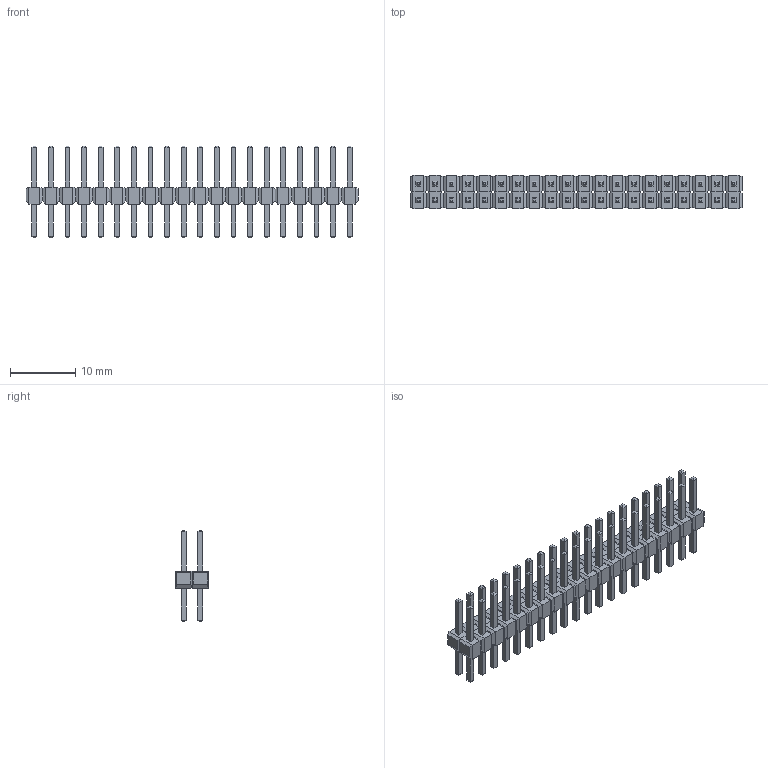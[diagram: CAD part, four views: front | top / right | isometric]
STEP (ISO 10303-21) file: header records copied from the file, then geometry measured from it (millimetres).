
FILE_DESCRIPTION(('STEP AP214'),'1');
FILE_NAME('67996-140HLF','2019-04-07T22:00:35',(''),(''),'','','');
FILE_SCHEMA(('AUTOMOTIVE_DESIGN'));
Length unit declared in the file: millimetre
Products named in the file (1): product
Bounding box: 50.8 x 5.08 x 13.97 mm (x, y, z)
Surface area: 2558.7 mm2 (no closed solid volume)
Topology: 0 solids, 1284 shells, 1284 faces, 5136 edges, 5136 vertices
Faces by surface type: plane 1284
Entity records: 57839 total; most frequent: CARTESIAN_POINT 11557, VERTEX_POINT 10272, DIRECTION 7706, ORIENTED_EDGE 5136, EDGE_CURVE 5136, LINE 5136, VECTOR 5136, AXIS2_PLACEMENT_3D 1285
